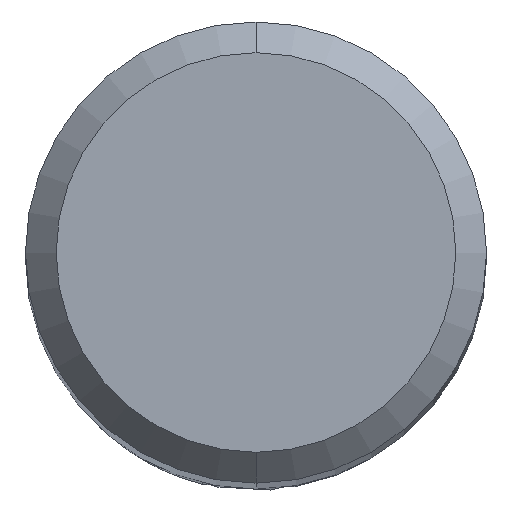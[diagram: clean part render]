
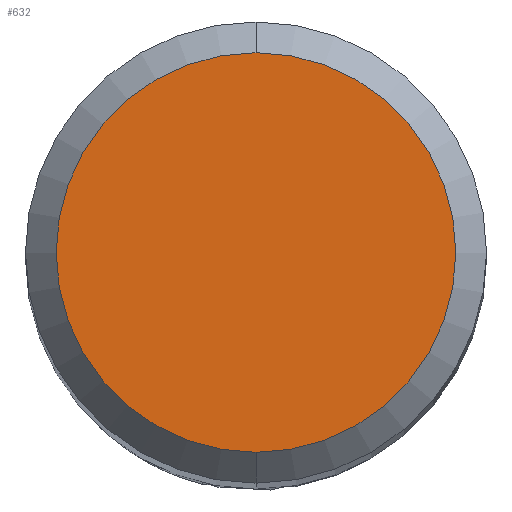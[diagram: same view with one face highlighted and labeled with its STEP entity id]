
A CAD part, top view. The second image highlights one B-rep face of the part: STEP entity #632.
In plain terms, the highlighted planar face has unit normal (0, 0, 1).
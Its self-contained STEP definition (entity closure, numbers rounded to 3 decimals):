
#394=VERTEX_POINT('',#1053);
#502=VERTEX_POINT('',#1172);
#532=EDGE_CURVE('',#502,#394,#1204,.T.);
#632=ADVANCED_FACE('',(#1318),#1319,.T.);
#798=EDGE_CURVE('',#394,#502,#1501,.T.);
#1053=CARTESIAN_POINT('',(0.0,2.6,0.0));
#1172=CARTESIAN_POINT('',(0.,-2.6,0.0));
#1204=CIRCLE('',#2657,2.6);
#1318=FACE_OUTER_BOUND('',#4391,.T.);
#1319=PLANE('',#4392);
#1501=CIRCLE('',#7657,2.6);
#2657=AXIS2_PLACEMENT_3D('',#9809,#9810,#9811);
#4391=EDGE_LOOP('',(#9965,#9966));
#4392=AXIS2_PLACEMENT_3D('',#9967,#9968,#9969);
#7657=AXIS2_PLACEMENT_3D('',#10166,#10167,#10168);
#9809=CARTESIAN_POINT('',(0.0,0.0,0.0));
#9810=DIRECTION('',(0.0,0.0,-1.0));
#9811=DIRECTION('',(0.0,1.0,0.0));
#9965=ORIENTED_EDGE('',*,*,#798,.F.);
#9966=ORIENTED_EDGE('',*,*,#532,.F.);
#9967=CARTESIAN_POINT('',(0.0,1.3,0.0));
#9968=DIRECTION('',(-0.0,0.0,1.0));
#9969=DIRECTION('',(0.0,-1.0,0.0));
#10166=CARTESIAN_POINT('',(0.0,0.0,0.0));
#10167=DIRECTION('',(0.0,0.0,-1.0));
#10168=DIRECTION('',(0.0,1.0,0.0));
